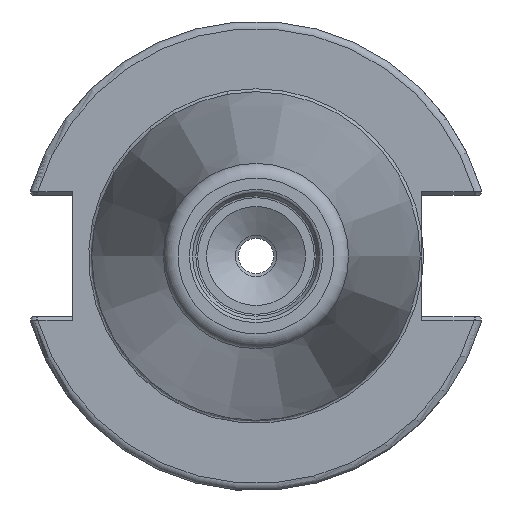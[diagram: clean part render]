
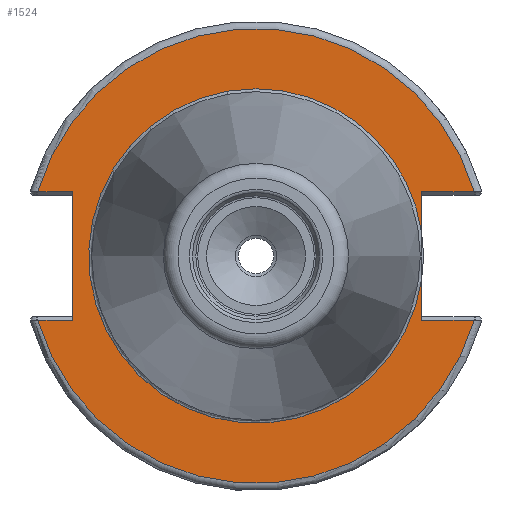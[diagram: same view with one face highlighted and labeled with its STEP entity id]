
A CAD part, left-side view. The second image highlights one B-rep face of the part: STEP entity #1524.
In plain terms, the highlighted planar face has unit normal (-1, 0, 0).
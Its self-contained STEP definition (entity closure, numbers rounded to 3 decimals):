
#109=PLANE('',#1655);
#152=LINE('',#2272,#252);
#159=LINE('',#2394,#259);
#160=LINE('',#2398,#260);
#161=LINE('',#2400,#261);
#162=LINE('',#2402,#262);
#163=LINE('',#2406,#263);
#164=LINE('',#2408,#264);
#252=VECTOR('',#1864,10.);
#259=VECTOR('',#1875,10.);
#260=VECTOR('',#1878,10.);
#261=VECTOR('',#1879,10.);
#262=VECTOR('',#1880,10.);
#263=VECTOR('',#1883,10.);
#264=VECTOR('',#1884,10.);
#364=FACE_OUTER_BOUND('',#453,.T.);
#453=EDGE_LOOP('',(#1098,#1099,#1100,#1101,#1102,#1103,#1104,#1105,#1106,
#1107,#1108));
#554=CIRCLE('',#1656,30.775);
#555=CIRCLE('',#1657,30.775);
#556=CIRCLE('',#1658,22.625);
#557=CIRCLE('',#1659,22.625);
#644=VERTEX_POINT('',#2269);
#645=VERTEX_POINT('',#2271);
#653=VERTEX_POINT('',#2393);
#654=VERTEX_POINT('',#2395);
#655=VERTEX_POINT('',#2397);
#656=VERTEX_POINT('',#2399);
#657=VERTEX_POINT('',#2401);
#658=VERTEX_POINT('',#2403);
#659=VERTEX_POINT('',#2405);
#660=VERTEX_POINT('',#2407);
#661=VERTEX_POINT('',#2409);
#812=EDGE_CURVE('',#644,#645,#152,.T.);
#824=EDGE_CURVE('',#653,#645,#159,.T.);
#825=EDGE_CURVE('',#654,#644,#554,.T.);
#826=EDGE_CURVE('',#655,#654,#160,.T.);
#827=EDGE_CURVE('',#655,#656,#161,.T.);
#828=EDGE_CURVE('',#657,#656,#162,.T.);
#829=EDGE_CURVE('',#658,#657,#555,.T.);
#830=EDGE_CURVE('',#659,#658,#163,.T.);
#831=EDGE_CURVE('',#659,#660,#164,.T.);
#832=EDGE_CURVE('',#660,#661,#556,.T.);
#833=EDGE_CURVE('',#661,#653,#557,.T.);
#1098=ORIENTED_EDGE('',*,*,#824,.T.);
#1099=ORIENTED_EDGE('',*,*,#812,.F.);
#1100=ORIENTED_EDGE('',*,*,#825,.F.);
#1101=ORIENTED_EDGE('',*,*,#826,.F.);
#1102=ORIENTED_EDGE('',*,*,#827,.T.);
#1103=ORIENTED_EDGE('',*,*,#828,.F.);
#1104=ORIENTED_EDGE('',*,*,#829,.F.);
#1105=ORIENTED_EDGE('',*,*,#830,.F.);
#1106=ORIENTED_EDGE('',*,*,#831,.T.);
#1107=ORIENTED_EDGE('',*,*,#832,.T.);
#1108=ORIENTED_EDGE('',*,*,#833,.T.);
#1524=ADVANCED_FACE('',(#364),#109,.T.);
#1655=AXIS2_PLACEMENT_3D('',#2392,#1873,#1874);
#1656=AXIS2_PLACEMENT_3D('',#2396,#1876,#1877);
#1657=AXIS2_PLACEMENT_3D('',#2404,#1881,#1882);
#1658=AXIS2_PLACEMENT_3D('',#2410,#1885,#1886);
#1659=AXIS2_PLACEMENT_3D('',#2411,#1887,#1888);
#1864=DIRECTION('',(0.,1.,0.));
#1873=DIRECTION('center_axis',(-1.,0.,0.));
#1874=DIRECTION('ref_axis',(0.,0.,1.));
#1875=DIRECTION('',(0.,0.,1.));
#1876=DIRECTION('center_axis',(1.,0.,0.));
#1877=DIRECTION('ref_axis',(0.,0.,-1.));
#1878=DIRECTION('',(0.,1.,0.));
#1879=DIRECTION('',(0.,0.,-1.));
#1880=DIRECTION('',(0.,-1.,0.));
#1881=DIRECTION('center_axis',(1.,0.,0.));
#1882=DIRECTION('ref_axis',(0.,0.,-1.));
#1883=DIRECTION('',(0.,-1.,0.));
#1884=DIRECTION('',(0.,0.,1.));
#1885=DIRECTION('center_axis',(1.,0.,0.));
#1886=DIRECTION('ref_axis',(0.,0.,-1.));
#1887=DIRECTION('center_axis',(1.,0.,0.));
#1888=DIRECTION('ref_axis',(0.,0.,-1.));
#2269=CARTESIAN_POINT('',(1.,-29.523,8.69));
#2271=CARTESIAN_POINT('',(1.,-22.41,8.69));
#2272=CARTESIAN_POINT('',(1.,4.182,8.69));
#2392=CARTESIAN_POINT('Origin',(1.,30.775,0.));
#2393=CARTESIAN_POINT('',(1.,-22.41,3.112));
#2394=CARTESIAN_POINT('',(1.,-22.41,-4.095));
#2395=CARTESIAN_POINT('',(1.,29.523,8.69));
#2396=CARTESIAN_POINT('Origin',(1.,0.,0.));
#2397=CARTESIAN_POINT('',(1.,24.8,8.69));
#2398=CARTESIAN_POINT('',(1.,38.399,8.69));
#2399=CARTESIAN_POINT('',(1.,24.8,-8.69));
#2400=CARTESIAN_POINT('',(1.,24.8,4.095));
#2401=CARTESIAN_POINT('',(1.,29.523,-8.69));
#2402=CARTESIAN_POINT('',(1.,27.788,-8.69));
#2403=CARTESIAN_POINT('',(1.,-29.523,-8.69));
#2404=CARTESIAN_POINT('Origin',(1.,0.,0.));
#2405=CARTESIAN_POINT('',(1.,-22.41,-8.69));
#2406=CARTESIAN_POINT('',(1.,-6.591,-8.69));
#2407=CARTESIAN_POINT('',(1.,-22.41,-3.112));
#2408=CARTESIAN_POINT('',(1.,-22.41,-4.095));
#2409=CARTESIAN_POINT('',(1.,0.,22.625));
#2410=CARTESIAN_POINT('Origin',(1.,0.,0.));
#2411=CARTESIAN_POINT('Origin',(1.,0.,0.));
